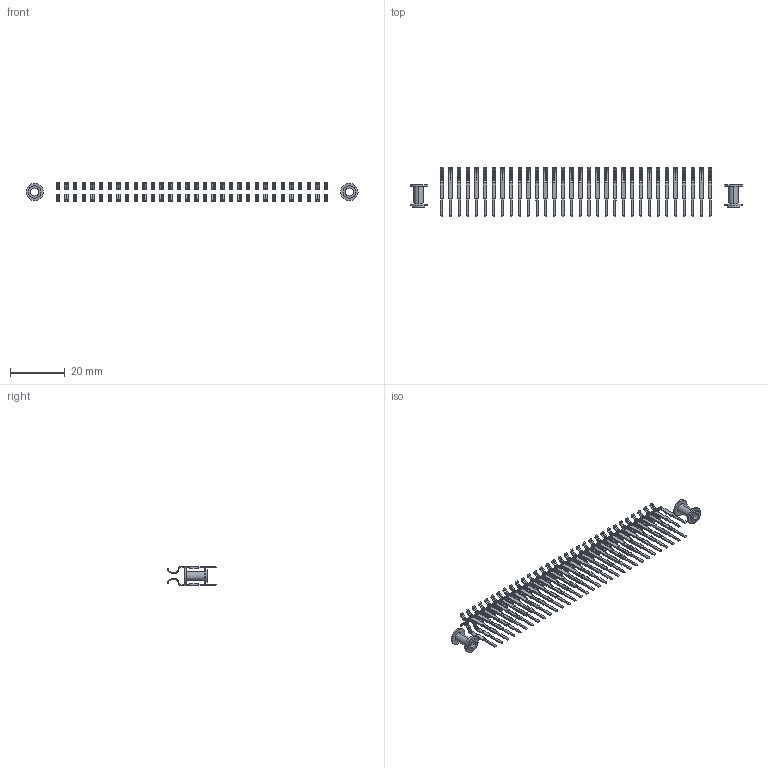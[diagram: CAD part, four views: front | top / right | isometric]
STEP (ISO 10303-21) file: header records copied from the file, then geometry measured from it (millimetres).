
FILE_DESCRIPTION (( 'STEP AP203' ), '1' );
FILE_NAME ('346-064-520-203.STEP', '2022-05-24T14:50:44', ( '' ), ( '' ), 'SwSTEP 2.0', 'SolidWorks 2020', '' );
FILE_SCHEMA (( 'CONFIG_CONTROL_DESIGN' ));
Length unit declared in the file: inch
Products named in the file (4): 345-250-002_345-250-002-102; 345-292-001_345-293-120; 346-064-520-203; 346 Part_Flush Mounting Lugs - 0.156 Dia-TH
Assembly tree (67 placements, depth 2):
  346-064-520-203
    346 Part_Flush Mounting Lugs - 0.156 Dia-TH
    345-292-001_345-293-120  x64
    345-250-002_345-250-002-102  x2
Bounding box: 121.79 x 18.11 x 6.99 mm (x, y, z)
Volume: 655 mm3; surface area: 4556.6 mm2
Topology: 66 solids, 66 shells, 3238 faces, 9164 edges, 5936 vertices
Faces by surface type: plane 2058, cylinder 1172, cone 8
Entity records: 23410 total; most frequent: CARTESIAN_POINT 3865, ORIENTED_EDGE 3778, DIRECTION 3475, EDGE_CURVE 1889, VECTOR 1601, LINE 1601, VERTEX_POINT 1254, AXIS2_PLACEMENT_3D 937
